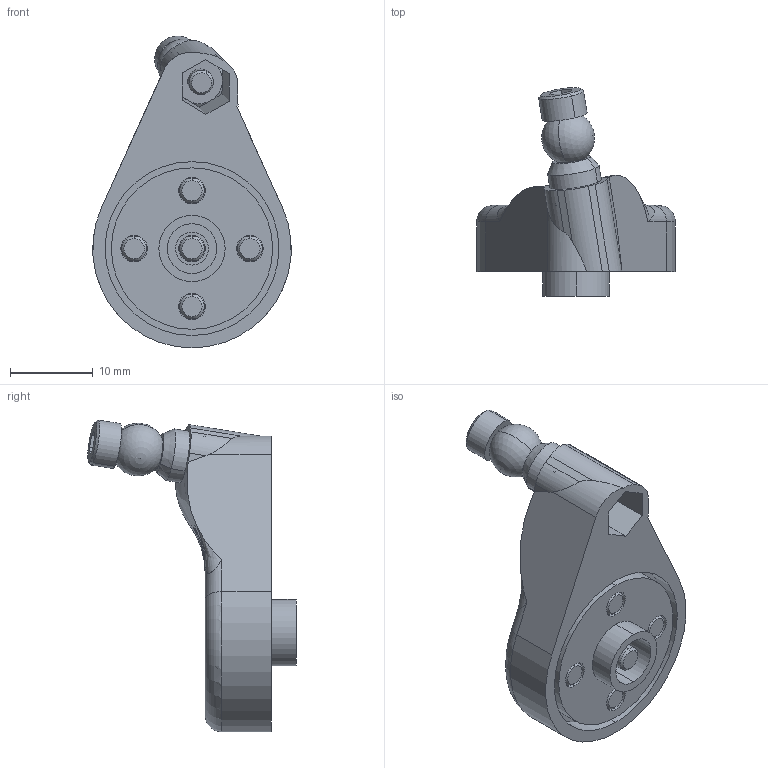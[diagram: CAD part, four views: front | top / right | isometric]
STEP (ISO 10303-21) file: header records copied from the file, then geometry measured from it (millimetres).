
FILE_DESCRIPTION (( 'STEP AP203' ), '1' );
FILE_NAME ('SH_Right_Default_sldprt.STEP', '2025-10-06T14:55:38', ( '' ), ( '' ), 'SwSTEP 2.0', 'SolidWorks 2024', '' );
FILE_SCHEMA (( 'CONFIG_CONTROL_DESIGN' ));
Length unit declared in the file: millimetre
Products named in the file (1): SH_Right_Default_sldprt
Bounding box: 23.94 x 25.2 x 37.67 mm (x, y, z)
Volume: 4877.8 mm3; surface area: 4975.3 mm2
Topology: 11 solids, 11 shells, 291 faces, 673 edges, 402 vertices
Faces by surface type: plane 131, cylinder 82, cone 54, torus 14, bspline 8, sphere 2
Entity records: 8696 total; most frequent: CARTESIAN_POINT 2023, DIRECTION 1444, ORIENTED_EDGE 1310, EDGE_CURVE 655, AXIS2_PLACEMENT_3D 563, VERTEX_POINT 400, EDGE_LOOP 333, VECTOR 318
